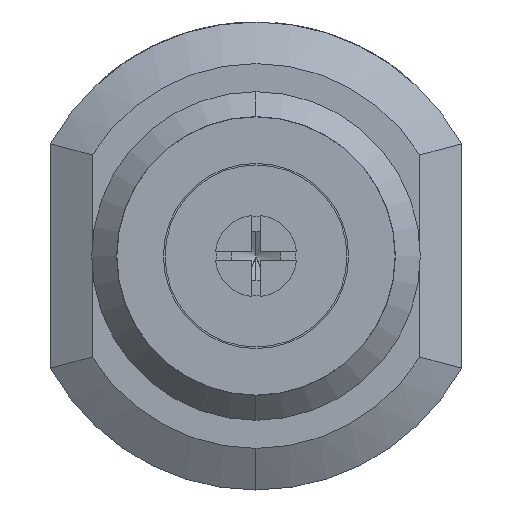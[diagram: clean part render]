
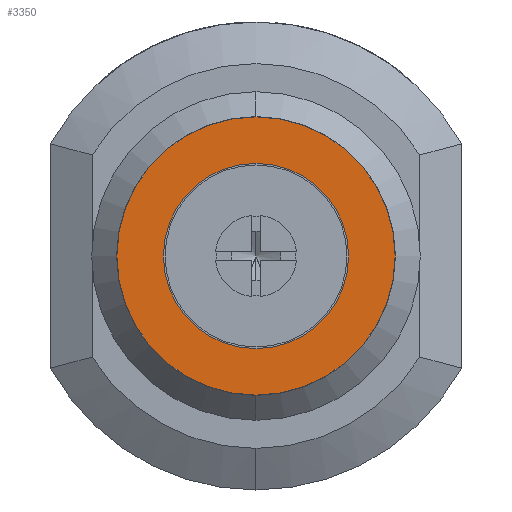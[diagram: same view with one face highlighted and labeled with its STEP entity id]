
A CAD part, front view. The second image highlights one B-rep face of the part: STEP entity #3350.
In plain terms, the highlighted planar face has unit normal (0, -1, 0).
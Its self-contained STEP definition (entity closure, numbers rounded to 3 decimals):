
#381 = ORIENTED_EDGE ( 'NONE', *, *, #3746, .T. ) ;
#424 = DIRECTION ( 'NONE',  ( 0., 0., 1. ) ) ;
#656 = EDGE_CURVE ( 'Defeature ausgef�hrt5_89+Defeature ausgef�hrt5_109+Defeature ausgef�hrt5_109+Defeature ausgef�hrt5_109', #2323, #2625, #1771, .T. ) ;
#712 = CARTESIAN_POINT ( 'NONE',  ( 0., -9.355, 0. ) ) ;
#751 = CIRCLE ( 'NONE', #1772, 2.675 ) ;
#1025 = CARTESIAN_POINT ( 'NONE',  ( 0., -9.355, 0. ) ) ;
#1190 = CARTESIAN_POINT ( 'NONE',  ( 0., -9.355, 1.78 ) ) ;
#1392 = DIRECTION ( 'NONE',  ( 0., 1., 0. ) ) ;
#1439 = AXIS2_PLACEMENT_3D ( 'NONE', #5882, #1392, #5344 ) ;
#1647 = AXIS2_PLACEMENT_3D ( 'NONE', #4812, #2572, #7021 ) ;
#1771 = CIRCLE ( 'NONE', #1439, 1.78 ) ;
#1772 = AXIS2_PLACEMENT_3D ( 'NONE', #1025, #7148, #424 ) ;
#1773 = EDGE_LOOP ( 'NONE', ( #1963, #7194 ) ) ;
#1963 = ORIENTED_EDGE ( 'NONE', *, *, #5283, .T. ) ;
#2323 = VERTEX_POINT ( 'NONE', #4160 ) ;
#2572 = DIRECTION ( 'NONE',  ( 0., 1., 0. ) ) ;
#2625 = VERTEX_POINT ( 'NONE', #1190 ) ;
#2712 = FACE_OUTER_BOUND ( 'NONE', #4084, .T. ) ;
#2967 = PLANE ( 'NONE',  #5560 ) ;
#2984 = VERTEX_POINT ( 'NONE', #3255 ) ;
#3185 = CARTESIAN_POINT ( 'NONE',  ( 0., -9.355, 0. ) ) ;
#3209 = DIRECTION ( 'NONE',  ( 0., 0., 1. ) ) ;
#3255 = CARTESIAN_POINT ( 'NONE',  ( 0., -9.355, 2.675 ) ) ;
#3315 = VERTEX_POINT ( 'NONE', #5099 ) ;
#3350 = ADVANCED_FACE ( 'Defeature ausgef�hrt5_89', ( #2712, #5702 ), #2967, .T. ) ;
#3551 = CIRCLE ( 'NONE', #1647, 1.78 ) ;
#3746 = EDGE_CURVE ( 'Defeature ausgef�hrt5_89+Defeature ausgef�hrt5_31+Defeature ausgef�hrt5_31+Defeature ausgef�hrt5_31', #3315, #2984, #751, .T. ) ;
#4084 = EDGE_LOOP ( 'NONE', ( #6719, #381 ) ) ;
#4160 = CARTESIAN_POINT ( 'NONE',  ( 0., -9.355, -1.78 ) ) ;
#4280 = CIRCLE ( 'NONE', #4393, 2.675 ) ;
#4393 = AXIS2_PLACEMENT_3D ( 'NONE', #3185, #5475, #3209 ) ;
#4762 = EDGE_CURVE ( 'Defeature ausgef�hrt5_89+Defeature ausgef�hrt5_31+Defeature ausgef�hrt5_31+Defeature ausgef�hrt5_31', #2984, #3315, #4280, .T. ) ;
#4812 = CARTESIAN_POINT ( 'NONE',  ( 0., -9.355, 0. ) ) ;
#5099 = CARTESIAN_POINT ( 'NONE',  ( 0., -9.355, -2.675 ) ) ;
#5283 = EDGE_CURVE ( 'Defeature ausgef�hrt5_89+Defeature ausgef�hrt5_109+Defeature ausgef�hrt5_109+Defeature ausgef�hrt5_109', #2625, #2323, #3551, .T. ) ;
#5344 = DIRECTION ( 'NONE',  ( 0., 0., -1. ) ) ;
#5475 = DIRECTION ( 'NONE',  ( 0., -1., 0. ) ) ;
#5560 = AXIS2_PLACEMENT_3D ( 'NONE', #712, #5819, #6304 ) ;
#5702 = FACE_BOUND ( 'NONE', #1773, .T. ) ;
#5819 = DIRECTION ( 'NONE',  ( 0., -1., 0. ) ) ;
#5882 = CARTESIAN_POINT ( 'NONE',  ( 0., -9.355, 0. ) ) ;
#6304 = DIRECTION ( 'NONE',  ( 0., 0., 1. ) ) ;
#6719 = ORIENTED_EDGE ( 'NONE', *, *, #4762, .T. ) ;
#7021 = DIRECTION ( 'NONE',  ( 0., 0., -1. ) ) ;
#7148 = DIRECTION ( 'NONE',  ( 0., -1., 0. ) ) ;
#7194 = ORIENTED_EDGE ( 'NONE', *, *, #656, .T. ) ;
